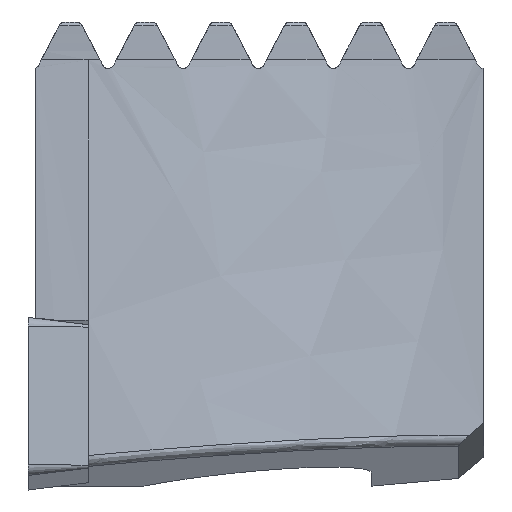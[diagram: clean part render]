
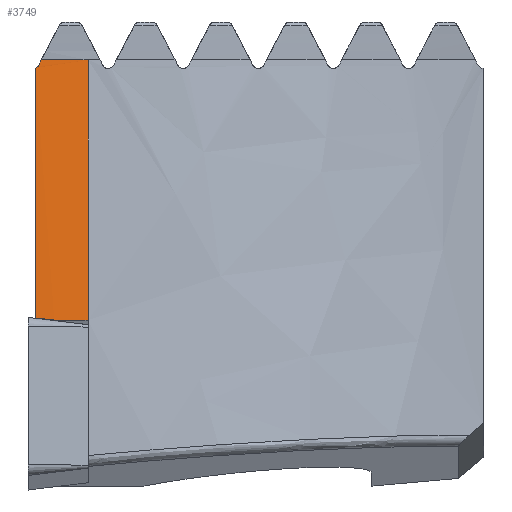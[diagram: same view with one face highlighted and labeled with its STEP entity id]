
A CAD part, left-side view. The second image highlights one B-rep face of the part: STEP entity #3749.
In plain terms, the highlighted free-form (B-spline) face has degree [1, 3] with [2, 4] control points.
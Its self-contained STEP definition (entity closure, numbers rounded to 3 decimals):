
#1581=EDGE_CURVE('NONE',#2471,#2019,#4190,.T.);
#1931=EDGE_CURVE('NONE',#3623,#2103,#4588,.T.);
#2019=VERTEX_POINT('NONE',#4683);
#2103=VERTEX_POINT('NONE',#4774);
#2107=EDGE_CURVE('NONE',#3041,#2103,#4779,.T.);
#2471=VERTEX_POINT('NONE',#5173);
#2811=EDGE_CURVE('NONE',#2019,#3767,#5540,.T.);
#3041=VERTEX_POINT('NONE',#5786);
#3097=EDGE_CURVE('NONE',#3567,#3041,#5850,.T.);
#3567=VERTEX_POINT('NONE',#6364);
#3623=VERTEX_POINT('NONE',#6421);
#3749=ADVANCED_FACE('NONE',(#6557),#6558,.T.);
#3767=VERTEX_POINT('NONE',#6577);
#3795=EDGE_CURVE('NONE',#2471,#3567,#6607,.T.);
#3819=EDGE_CURVE('NONE',#3767,#3623,#6632,.T.);
#4190=B_SPLINE_CURVE_WITH_KNOTS('',3,(#7470,#7471,#7472,#7473),.UNSPECIFIED.,.F.,.F.,(4,4),(0.,0.),.UNSPECIFIED.);
#4588=B_SPLINE_CURVE_WITH_KNOTS('',3,(#8508,#8509,#8510,#8511),.UNSPECIFIED.,.F.,.F.,(4,4),(0.,0.002),.UNSPECIFIED.);
#4683=CARTESIAN_POINT('',(3.959,-0.812,33.954));
#4774=CARTESIAN_POINT('',(1.856,-2.06,13.586));
#4779=B_SPLINE_CURVE_WITH_KNOTS('',3,(#8853,#8854,#8855,#8856),.UNSPECIFIED.,.F.,.F.,(4,4),(0.0,0.003),.UNSPECIFIED.);
#5173=CARTESIAN_POINT('',(4.005,-1.03,34.372));
#5540=B_SPLINE_CURVE_WITH_KNOTS('',3,(#10709,#10710,#10711,#10712),.UNSPECIFIED.,.F.,.F.,(4,4),(0.,0.),.UNSPECIFIED.);
#5786=CARTESIAN_POINT('',(2.029,-4.76,13.568));
#5850=B_SPLINE_CURVE_WITH_KNOTS('',1,(#11426,#11427),.UNSPECIFIED.,.F.,.F.,(2,2),(0.0,0.654),.UNSPECIFIED.);
#6364=CARTESIAN_POINT('',(4.216,-4.76,34.372));
#6421=CARTESIAN_POINT('',(1.843,-0.56,13.754));
#6557=FACE_OUTER_BOUND('',#13957,.T.);
#6558=(B_SPLINE_SURFACE(1,3,((#13959,#13960,#13961,#13962),(#13963,#13964,#13965,#13966)),.UNSPECIFIED.,.F.,.F.,.F.)B_SPLINE_SURFACE_WITH_KNOTS((2,2),(4,4),(0.0,0.994),(0.006,1.0),.UNSPECIFIED.)RATIONAL_B_SPLINE_SURFACE(((1.,0.999,0.999,1.),(1.,0.999,0.999,1.0)))BOUNDED_SURFACE()REPRESENTATION_ITEM('')GEOMETRIC_REPRESENTATION_ITEM()SURFACE());
#6577=CARTESIAN_POINT('',(3.933,-0.56,33.723));
#6607=(B_SPLINE_CURVE(3,(#14112,#14113,#14114,#14115),.UNSPECIFIED.,.F.,.F.)B_SPLINE_CURVE_WITH_KNOTS((4,4),(0.116,1.0),.UNSPECIFIED.)RATIONAL_B_SPLINE_CURVE((1.,0.999,0.999,1.))BOUNDED_CURVE()REPRESENTATION_ITEM('')GEOMETRIC_REPRESENTATION_ITEM()CURVE());
#6632=B_SPLINE_CURVE_WITH_KNOTS('',3,(#14151,#14152,#14153,#14154,#14155,#14156,#14157,#14158,#14159,#14160,#14161,#14162,#14163,#14164,#14165,#14166),.UNSPECIFIED.,.F.,.F.,(4,3,3,3,3,4),(0.001,0.005,0.01,0.015,0.02,0.021),.UNSPECIFIED.);
#7470=CARTESIAN_POINT('',(4.005,-1.03,34.372));
#7471=CARTESIAN_POINT('',(3.989,-0.957,34.232));
#7472=CARTESIAN_POINT('',(3.974,-0.885,34.093));
#7473=CARTESIAN_POINT('',(3.959,-0.812,33.954));
#8508=CARTESIAN_POINT('',(1.843,-0.56,13.754));
#8509=CARTESIAN_POINT('',(1.84,-1.06,13.699));
#8510=CARTESIAN_POINT('',(1.844,-1.56,13.643));
#8511=CARTESIAN_POINT('',(1.856,-2.06,13.586));
#8853=CARTESIAN_POINT('',(2.029,-4.76,13.568));
#8854=CARTESIAN_POINT('',(1.946,-3.862,13.577));
#8855=CARTESIAN_POINT('',(1.888,-2.962,13.583));
#8856=CARTESIAN_POINT('',(1.856,-2.06,13.586));
#10709=CARTESIAN_POINT('',(3.959,-0.812,33.954));
#10710=CARTESIAN_POINT('',(3.947,-0.758,33.85));
#10711=CARTESIAN_POINT('',(3.938,-0.668,33.768));
#10712=CARTESIAN_POINT('',(3.933,-0.56,33.723));
#11426=CARTESIAN_POINT('',(4.216,-4.76,34.372));
#11427=CARTESIAN_POINT('',(2.029,-4.76,13.568));
#13957=EDGE_LOOP('',(#17129,#17130,#17131,#17132,#17133,#17134,#17135));
#13959=CARTESIAN_POINT('',(4.,-0.566,34.372));
#13960=CARTESIAN_POINT('',(4.007,-1.967,34.372));
#13961=CARTESIAN_POINT('',(4.079,-3.366,34.372));
#13962=CARTESIAN_POINT('',(4.216,-4.76,34.372));
#13963=CARTESIAN_POINT('',(1.823,-0.363,13.568));
#13964=CARTESIAN_POINT('',(1.824,-1.831,13.568));
#13965=CARTESIAN_POINT('',(1.892,-3.298,13.568));
#13966=CARTESIAN_POINT('',(2.029,-4.76,13.568));
#14112=CARTESIAN_POINT('',(4.005,-1.03,34.372));
#14113=CARTESIAN_POINT('',(4.024,-2.276,34.372));
#14114=CARTESIAN_POINT('',(4.094,-3.52,34.372));
#14115=CARTESIAN_POINT('',(4.216,-4.76,34.372));
#14151=CARTESIAN_POINT('',(3.933,-0.56,33.723));
#14152=CARTESIAN_POINT('',(3.778,-0.56,32.246));
#14153=CARTESIAN_POINT('',(3.624,-0.56,30.769));
#14154=CARTESIAN_POINT('',(3.469,-0.56,29.293));
#14155=CARTESIAN_POINT('',(3.292,-0.56,27.6));
#14156=CARTESIAN_POINT('',(3.115,-0.56,25.907));
#14157=CARTESIAN_POINT('',(2.938,-0.56,24.214));
#14158=CARTESIAN_POINT('',(2.761,-0.56,22.521));
#14159=CARTESIAN_POINT('',(2.584,-0.56,20.828));
#14160=CARTESIAN_POINT('',(2.406,-0.56,19.135));
#14161=CARTESIAN_POINT('',(2.229,-0.56,17.442));
#14162=CARTESIAN_POINT('',(2.052,-0.56,15.749));
#14163=CARTESIAN_POINT('',(1.875,-0.56,14.056));
#14164=CARTESIAN_POINT('',(1.864,-0.56,13.955));
#14165=CARTESIAN_POINT('',(1.854,-0.56,13.855));
#14166=CARTESIAN_POINT('',(1.843,-0.56,13.754));
#17129=ORIENTED_EDGE('',*,*,#3097,.F.);
#17130=ORIENTED_EDGE('',*,*,#3795,.F.);
#17131=ORIENTED_EDGE('',*,*,#1581,.T.);
#17132=ORIENTED_EDGE('',*,*,#2811,.T.);
#17133=ORIENTED_EDGE('',*,*,#3819,.T.);
#17134=ORIENTED_EDGE('',*,*,#1931,.T.);
#17135=ORIENTED_EDGE('',*,*,#2107,.F.);
